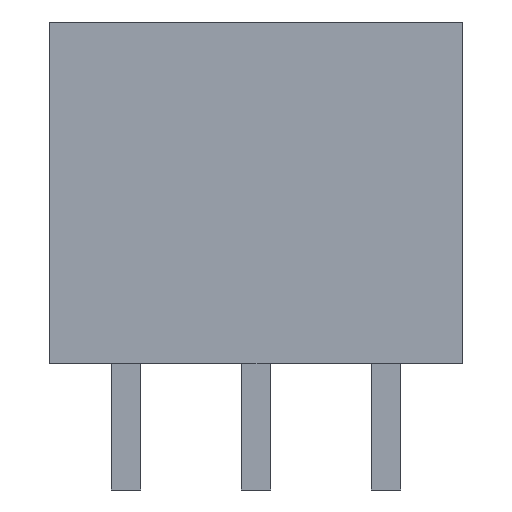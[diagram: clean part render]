
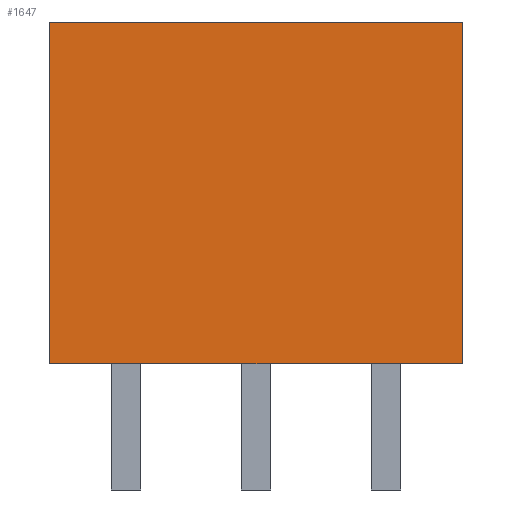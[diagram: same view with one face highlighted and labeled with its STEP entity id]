
A CAD part, front view. The second image highlights one B-rep face of the part: STEP entity #1647.
In plain terms, the highlighted planar face has unit normal (0, -1, 0).
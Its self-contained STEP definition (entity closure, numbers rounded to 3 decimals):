
#134=DIRECTION('',(-1.,0.,0.));
#135=VECTOR('',#134,11.1);
#136=CARTESIAN_POINT('',(5.55,-3.45,0.));
#137=LINE('',#136,#135);
#270=DIRECTION('',(0.,0.,1.));
#271=VECTOR('',#270,9.2);
#272=CARTESIAN_POINT('',(-5.55,-3.45,-9.2));
#273=LINE('',#272,#271);
#279=DIRECTION('',(0.,0.,1.));
#280=VECTOR('',#279,9.2);
#281=CARTESIAN_POINT('',(5.55,-3.45,-9.2));
#282=LINE('',#281,#280);
#308=DIRECTION('',(-1.,0.,0.));
#309=VECTOR('',#308,11.1);
#310=CARTESIAN_POINT('',(5.55,-3.45,-9.2));
#311=LINE('',#310,#309);
#1189=CARTESIAN_POINT('',(-5.55,-3.45,0.));
#1191=VERTEX_POINT('',#1189);
#1195=CARTESIAN_POINT('',(5.55,-3.45,0.));
#1196=VERTEX_POINT('',#1195);
#1197=CARTESIAN_POINT('',(5.55,-3.45,-9.2));
#1198=CARTESIAN_POINT('',(-5.55,-3.45,-9.2));
#1199=VERTEX_POINT('',#1197);
#1200=VERTEX_POINT('',#1198);
#1633=CARTESIAN_POINT('',(-5.55,-3.45,0.));
#1634=DIRECTION('',(0.,-1.,0.));
#1635=DIRECTION('',(1.,0.,0.));
#1636=AXIS2_PLACEMENT_3D('',#1633,#1634,#1635);
#1637=PLANE('',#1636);
#1638=ORIENTED_EDGE('',*,*,#1532,.F.);
#1640=ORIENTED_EDGE('',*,*,#1639,.F.);
#1642=ORIENTED_EDGE('',*,*,#1641,.T.);
#1644=ORIENTED_EDGE('',*,*,#1643,.T.);
#1645=EDGE_LOOP('',(#1638,#1640,#1642,#1644));
#1646=FACE_OUTER_BOUND('',#1645,.F.);
#1532=EDGE_CURVE('',#1196,#1191,#137,.T.);
#1639=EDGE_CURVE('',#1199,#1196,#282,.T.);
#1641=EDGE_CURVE('',#1199,#1200,#311,.T.);
#1643=EDGE_CURVE('',#1200,#1191,#273,.T.);
#1647=ADVANCED_FACE('',(#1646),#1637,.T.);
